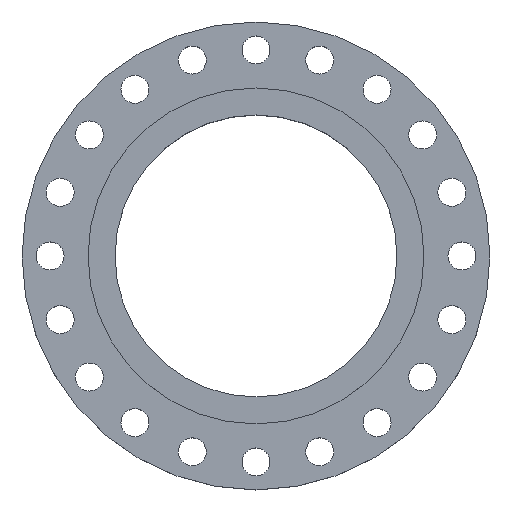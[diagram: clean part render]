
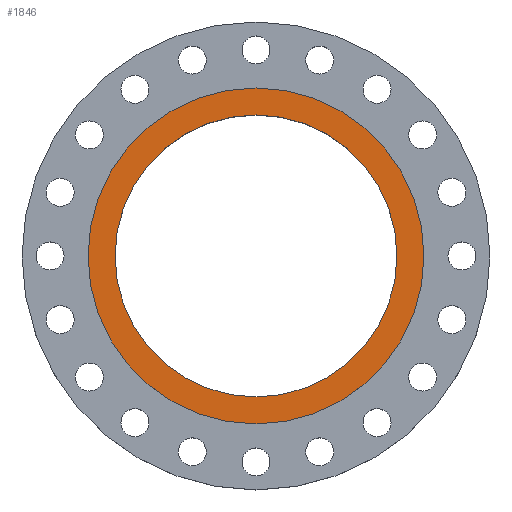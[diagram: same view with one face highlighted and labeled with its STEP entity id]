
A CAD part, top view. The second image highlights one B-rep face of the part: STEP entity #1846.
In plain terms, the highlighted planar face has unit normal (0, 0, 1).
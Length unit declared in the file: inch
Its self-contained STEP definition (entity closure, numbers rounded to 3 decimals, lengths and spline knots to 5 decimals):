
#28 = CARTESIAN_POINT ( 'NONE',  ( 10.5, 0., 0. ) ) ;
#113 = VERTEX_POINT ( 'NONE', #1554 ) ;
#129 = CIRCLE ( 'NONE', #824, 8.8125 ) ;
#136 = FACE_BOUND ( 'NONE', #880, .T. ) ;
#144 = DIRECTION ( 'NONE',  ( 0., 0., -1. ) ) ;
#197 = CARTESIAN_POINT ( 'NONE',  ( -8.8125, 0., 0. ) ) ;
#215 = DIRECTION ( 'NONE',  ( 1., 0., 0. ) ) ;
#277 = ORIENTED_EDGE ( 'NONE', *, *, #712, .F. ) ;
#311 = VERTEX_POINT ( 'NONE', #28 ) ;
#333 = ORIENTED_EDGE ( 'NONE', *, *, #1368, .T. ) ;
#334 = EDGE_CURVE ( 'NONE', #311, #916, #1827, .T. ) ;
#336 = DIRECTION ( 'NONE',  ( 1., 0., 0. ) ) ;
#342 = CARTESIAN_POINT ( 'NONE',  ( -10.5, 0., 0. ) ) ;
#437 = CARTESIAN_POINT ( 'NONE',  ( 0., 8.8125, 0. ) ) ;
#453 = CIRCLE ( 'NONE', #1863, 10.5 ) ;
#467 = DIRECTION ( 'NONE',  ( 1., 0., 0. ) ) ;
#687 = DIRECTION ( 'NONE',  ( 1., 0., 0. ) ) ;
#712 = EDGE_CURVE ( 'NONE', #1087, #113, #129, .T. ) ;
#818 = AXIS2_PLACEMENT_3D ( 'NONE', #1929, #1908, #687 ) ;
#824 = AXIS2_PLACEMENT_3D ( 'NONE', #2043, #1592, #336 ) ;
#880 = EDGE_LOOP ( 'NONE', ( #896, #277 ) ) ;
#896 = ORIENTED_EDGE ( 'NONE', *, *, #1714, .F. ) ;
#916 = VERTEX_POINT ( 'NONE', #342 ) ;
#983 = ORIENTED_EDGE ( 'NONE', *, *, #334, .T. ) ;
#1012 = DIRECTION ( 'NONE',  ( 0., 0., 1. ) ) ;
#1087 = VERTEX_POINT ( 'NONE', #197 ) ;
#1231 = EDGE_LOOP ( 'NONE', ( #983, #333 ) ) ;
#1239 = FACE_OUTER_BOUND ( 'NONE', #1231, .T. ) ;
#1368 = EDGE_CURVE ( 'NONE', #916, #311, #453, .T. ) ;
#1425 = CARTESIAN_POINT ( 'NONE',  ( 0., 0., 0. ) ) ;
#1494 = AXIS2_PLACEMENT_3D ( 'NONE', #437, #144, #1722 ) ;
#1554 = CARTESIAN_POINT ( 'NONE',  ( 8.8125, 0., 0. ) ) ;
#1592 = DIRECTION ( 'NONE',  ( 0., 0., 1. ) ) ;
#1640 = CIRCLE ( 'NONE', #1865, 8.8125 ) ;
#1714 = EDGE_CURVE ( 'NONE', #113, #1087, #1640, .T. ) ;
#1722 = DIRECTION ( 'NONE',  ( -1., 0., 0. ) ) ;
#1769 = CARTESIAN_POINT ( 'NONE',  ( 0., 0., 0. ) ) ;
#1827 = CIRCLE ( 'NONE', #818, 10.5 ) ;
#1846 = ADVANCED_FACE ( 'NONE', ( #136, #1239 ), #1854, .F. ) ;
#1854 = PLANE ( 'NONE',  #1494 ) ;
#1863 = AXIS2_PLACEMENT_3D ( 'NONE', #1769, #1012, #215 ) ;
#1865 = AXIS2_PLACEMENT_3D ( 'NONE', #1425, #1882, #467 ) ;
#1882 = DIRECTION ( 'NONE',  ( 0., 0., 1. ) ) ;
#1908 = DIRECTION ( 'NONE',  ( 0., 0., 1. ) ) ;
#1929 = CARTESIAN_POINT ( 'NONE',  ( 0., 0., 0. ) ) ;
#2043 = CARTESIAN_POINT ( 'NONE',  ( 0., 0., 0. ) ) ;
